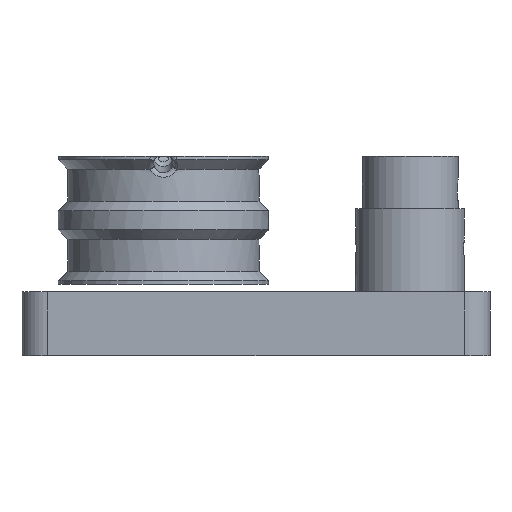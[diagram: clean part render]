
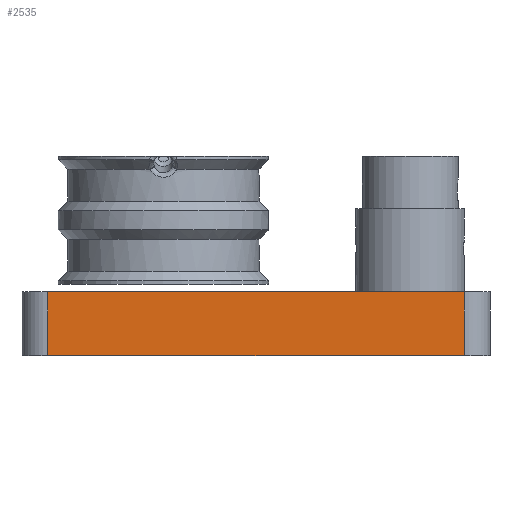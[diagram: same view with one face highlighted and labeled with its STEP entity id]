
A CAD part, front view. The second image highlights one B-rep face of the part: STEP entity #2535.
In plain terms, the highlighted planar face has unit normal (0, -1, 0).
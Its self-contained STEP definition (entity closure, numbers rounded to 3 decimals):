
#277=PLANE('',#2767);
#355=FACE_OUTER_BOUND('',#524,.T.);
#524=EDGE_LOOP('',(#1968,#1969,#1970,#1971));
#696=LINE('',#4029,#880);
#710=LINE('',#4117,#894);
#712=LINE('',#4121,#896);
#713=LINE('',#4122,#897);
#880=VECTOR('',#3110,10.);
#894=VECTOR('',#3186,10.);
#896=VECTOR('',#3190,10.);
#897=VECTOR('',#3191,10.);
#1184=VERTEX_POINT('',#4026);
#1185=VERTEX_POINT('',#4028);
#1228=VERTEX_POINT('',#4115);
#1229=VERTEX_POINT('',#4120);
#1462=EDGE_CURVE('',#1184,#1185,#696,.T.);
#1506=EDGE_CURVE('',#1228,#1184,#710,.T.);
#1508=EDGE_CURVE('',#1229,#1228,#712,.T.);
#1509=EDGE_CURVE('',#1185,#1229,#713,.T.);
#1968=ORIENTED_EDGE('',*,*,#1506,.F.);
#1969=ORIENTED_EDGE('',*,*,#1508,.F.);
#1970=ORIENTED_EDGE('',*,*,#1509,.F.);
#1971=ORIENTED_EDGE('',*,*,#1462,.F.);
#2535=ADVANCED_FACE('',(#355),#277,.T.);
#2767=AXIS2_PLACEMENT_3D('',#4119,#3188,#3189);
#3110=DIRECTION('',(1.,0.,0.));
#3186=DIRECTION('',(0.,0.,1.));
#3188=DIRECTION('center_axis',(0.,-1.,0.));
#3189=DIRECTION('ref_axis',(-1.,0.,0.));
#3190=DIRECTION('',(-1.,0.,0.));
#3191=DIRECTION('',(0.,0.,-1.));
#4026=CARTESIAN_POINT('',(-18.15,-27.15,-1.2));
#4028=CARTESIAN_POINT('',(47.15,-27.15,-1.2));
#4029=CARTESIAN_POINT('',(-22.15,-27.15,-1.2));
#4115=CARTESIAN_POINT('',(-18.15,-27.15,-11.2));
#4117=CARTESIAN_POINT('',(-18.15,-27.15,-3.2));
#4119=CARTESIAN_POINT('Origin',(51.15,-27.15,-1.2));
#4120=CARTESIAN_POINT('',(47.15,-27.15,-11.2));
#4121=CARTESIAN_POINT('',(-22.15,-27.15,-11.2));
#4122=CARTESIAN_POINT('',(47.15,-27.15,-3.2));
